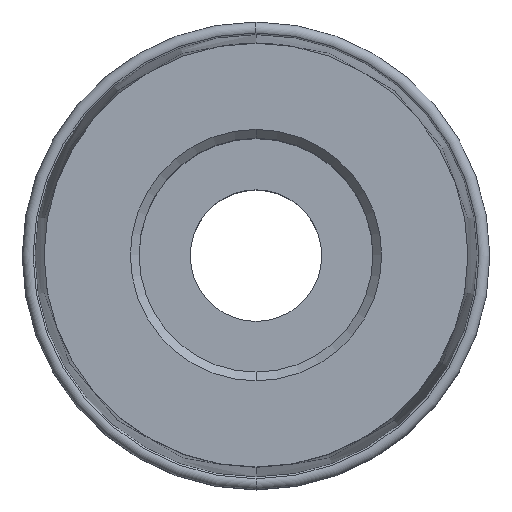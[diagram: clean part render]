
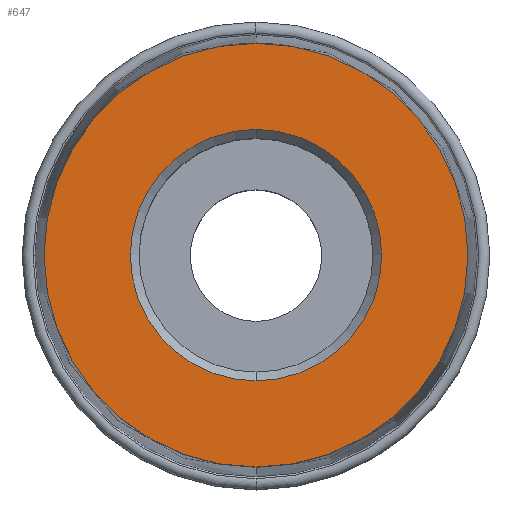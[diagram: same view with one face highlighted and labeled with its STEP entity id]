
A CAD part, top view. The second image highlights one B-rep face of the part: STEP entity #647.
In plain terms, the highlighted planar face has unit normal (0, 0, 1).
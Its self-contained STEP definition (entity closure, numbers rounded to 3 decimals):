
#297=VERTEX_POINT('',#806);
#311=VERTEX_POINT('',#821);
#345=EDGE_CURVE('',#311,#297,#862,.T.);
#501=EDGE_CURVE('',#539,#521,#1033,.T.);
#521=VERTEX_POINT('',#1053);
#539=VERTEX_POINT('',#1072);
#645=EDGE_CURVE('',#521,#539,#1188,.T.);
#647=ADVANCED_FACE('',(#1190,#1191),#1192,.T.);
#735=EDGE_CURVE('',#297,#311,#1291,.T.);
#806=CARTESIAN_POINT('',(0.,-8.6,0.0));
#821=CARTESIAN_POINT('',(0.0,8.6,0.0));
#862=CIRCLE('',#1458,8.6);
#1033=CIRCLE('',#1723,14.5);
#1053=CARTESIAN_POINT('',(0.0,14.5,0.0));
#1072=CARTESIAN_POINT('',(0.,-14.5,0.0));
#1188=CIRCLE('',#2074,14.5);
#1190=FACE_BOUND('',#2076,.T.);
#1191=FACE_OUTER_BOUND('',#2077,.T.);
#1192=PLANE('',#2078);
#1291=CIRCLE('',#2207,8.6);
#1458=AXIS2_PLACEMENT_3D('',#2424,#2425,#2426);
#1723=AXIS2_PLACEMENT_3D('',#2640,#2641,#2642);
#2074=AXIS2_PLACEMENT_3D('',#2803,#2804,#2805);
#2076=EDGE_LOOP('',(#2807,#2808));
#2077=EDGE_LOOP('',(#2809,#2810));
#2078=AXIS2_PLACEMENT_3D('',#2811,#2812,#2813);
#2207=AXIS2_PLACEMENT_3D('',#2938,#2939,#2940);
#2424=CARTESIAN_POINT('',(0.0,0.0,0.0));
#2425=DIRECTION('',(-0.0,0.0,-1.0));
#2426=DIRECTION('',(0.0,1.0,0.0));
#2640=CARTESIAN_POINT('',(0.0,0.0,0.0));
#2641=DIRECTION('',(0.0,0.0,-1.0));
#2642=DIRECTION('',(0.0,1.0,0.0));
#2803=CARTESIAN_POINT('',(0.0,0.0,0.0));
#2804=DIRECTION('',(0.0,0.0,-1.0));
#2805=DIRECTION('',(0.0,1.0,0.0));
#2807=ORIENTED_EDGE('',*,*,#345,.T.);
#2808=ORIENTED_EDGE('',*,*,#735,.T.);
#2809=ORIENTED_EDGE('',*,*,#645,.F.);
#2810=ORIENTED_EDGE('',*,*,#501,.F.);
#2811=CARTESIAN_POINT('',(0.0,7.25,0.0));
#2812=DIRECTION('',(-0.0,0.0,1.0));
#2813=DIRECTION('',(0.0,-1.0,0.0));
#2938=CARTESIAN_POINT('',(0.0,0.0,0.0));
#2939=DIRECTION('',(-0.0,0.0,-1.0));
#2940=DIRECTION('',(0.0,1.0,0.0));
